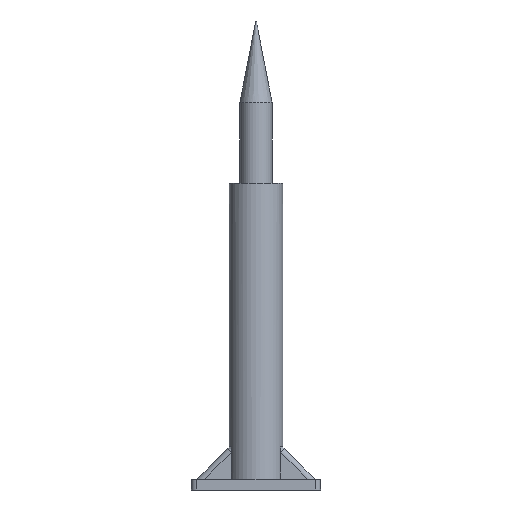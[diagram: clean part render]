
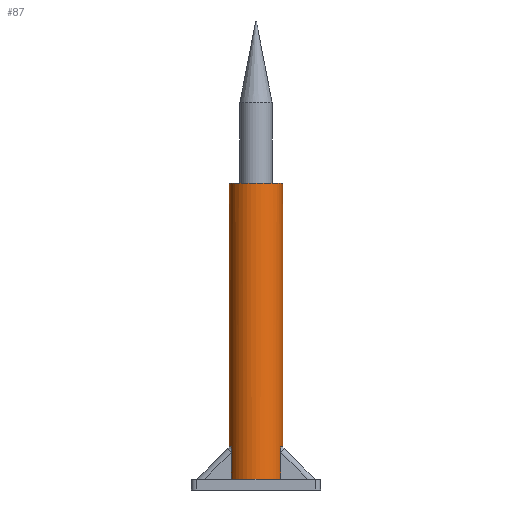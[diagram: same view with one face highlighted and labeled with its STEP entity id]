
A CAD part, front view. The second image highlights one B-rep face of the part: STEP entity #87.
In plain terms, the highlighted cylindrical face has radius 5 mm (diameter 10 mm), a full revolution.
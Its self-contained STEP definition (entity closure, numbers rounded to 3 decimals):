
#87=ADVANCED_FACE('',(#1269,#1271),#1273,.T.);
#1269=FACE_BOUND('',#1270,.T.);
#1270=EDGE_LOOP('',(#6027,#6028,#6029,#6030,#6031,#6032,#6033,#6034,#6035,#6036,
#6037,#6038,#6039,#6040,#6041,#6042,#6043,#6044,#6045,#6046,#6047));
#1271=FACE_OUTER_BOUND('',#1272,.T.);
#1272=EDGE_LOOP('',(#6048));
#1273=CYLINDRICAL_SURFACE('',#1274,5.);
#1274=AXIS2_PLACEMENT_3D('',#1275,#1276,#1277);
#1275=CARTESIAN_POINT('',(0.,-40.,2.));
#1276=DIRECTION('',(0.,0.,1.));
#1277=DIRECTION('',(-1.,0.,0.));
#6027=ORIENTED_EDGE('',*,*,#6308,.F.);
#6028=ORIENTED_EDGE('',*,*,#6309,.F.);
#6029=ORIENTED_EDGE('',*,*,#6310,.F.);
#6030=ORIENTED_EDGE('',*,*,#6245,.T.);
#6031=ORIENTED_EDGE('',*,*,#6311,.F.);
#6032=ORIENTED_EDGE('',*,*,#6312,.F.);
#6033=ORIENTED_EDGE('',*,*,#6313,.F.);
#6034=ORIENTED_EDGE('',*,*,#6314,.F.);
#6035=ORIENTED_EDGE('',*,*,#6315,.F.);
#6036=ORIENTED_EDGE('',*,*,#6316,.F.);
#6037=ORIENTED_EDGE('',*,*,#6239,.T.);
#6038=ORIENTED_EDGE('',*,*,#6307,.F.);
#6039=ORIENTED_EDGE('',*,*,#6317,.F.);
#6040=ORIENTED_EDGE('',*,*,#6318,.F.);
#6041=ORIENTED_EDGE('',*,*,#6319,.F.);
#6042=ORIENTED_EDGE('',*,*,#6320,.F.);
#6043=ORIENTED_EDGE('',*,*,#6321,.F.);
#6044=ORIENTED_EDGE('',*,*,#6251,.T.);
#6045=ORIENTED_EDGE('',*,*,#6322,.F.);
#6046=ORIENTED_EDGE('',*,*,#6323,.F.);
#6047=ORIENTED_EDGE('',*,*,#6324,.F.);
#6048=ORIENTED_EDGE('',*,*,#6325,.F.);
#6239=EDGE_CURVE('',#6469,#6467,#6470,.T.);
#6245=EDGE_CURVE('',#6481,#6479,#6482,.T.);
#6251=EDGE_CURVE('',#6493,#6491,#6494,.T.);
#6307=EDGE_CURVE('',#6569,#6467,#6574,.F.);
#6308=EDGE_CURVE('',#6575,#6576,#6577,.F.);
#6309=EDGE_CURVE('',#6578,#6575,#6579,.F.);
#6310=EDGE_CURVE('',#6481,#6578,#6580,.T.);
#6311=EDGE_CURVE('',#6581,#6479,#6582,.F.);
#6312=EDGE_CURVE('',#6583,#6581,#6584,.F.);
#6313=EDGE_CURVE('',#6585,#6583,#6586,.F.);
#6314=EDGE_CURVE('',#6587,#6585,#6588,.F.);
#6315=EDGE_CURVE('',#6589,#6587,#6590,.F.);
#6316=EDGE_CURVE('',#6469,#6589,#6591,.T.);
#6317=EDGE_CURVE('',#6592,#6569,#6593,.F.);
#6318=EDGE_CURVE('',#6594,#6592,#6595,.F.);
#6319=EDGE_CURVE('',#6596,#6594,#6597,.F.);
#6320=EDGE_CURVE('',#6598,#6596,#6599,.F.);
#6321=EDGE_CURVE('',#6493,#6598,#6600,.T.);
#6322=EDGE_CURVE('',#6601,#6491,#6602,.F.);
#6323=EDGE_CURVE('',#6603,#6601,#6604,.F.);
#6324=EDGE_CURVE('',#6576,#6603,#6605,.F.);
#6325=EDGE_CURVE('',#6606,#6606,#6607,.T.);
#6467=VERTEX_POINT('',#7009);
#6469=VERTEX_POINT('',#7013);
#6470=CIRCLE('',#7014,5.);
#6479=VERTEX_POINT('',#7036);
#6481=VERTEX_POINT('',#7040);
#6482=CIRCLE('',#7041,5.);
#6491=VERTEX_POINT('',#7063);
#6493=VERTEX_POINT('',#7067);
#6494=CIRCLE('',#7068,5.);
#6569=VERTEX_POINT('',#7487);
#6574=LINE('',#7499,#7500);
#6575=VERTEX_POINT('',#7502);
#6576=VERTEX_POINT('',#7503);
#6577=CIRCLE('',#7504,5.);
#6578=VERTEX_POINT('',#7508);
#6579=LINE('',#7509,#7510);
#6580=LINE('',#7512,#7513);
#6581=VERTEX_POINT('',#7515);
#6582=LINE('',#7516,#7517);
#6583=VERTEX_POINT('',#7519);
#6584=LINE('',#7520,#7521);
#6585=VERTEX_POINT('',#7523);
#6586=CIRCLE('',#7524,5.);
#6587=VERTEX_POINT('',#7528);
#6588=CIRCLE('',#7529,5.);
#6589=VERTEX_POINT('',#7533);
#6590=LINE('',#7534,#7535);
#6591=LINE('',#7537,#7538);
#6592=VERTEX_POINT('',#7540);
#6593=LINE('',#7541,#7542);
#6594=VERTEX_POINT('',#7544);
#6595=CIRCLE('',#7545,5.);
#6596=VERTEX_POINT('',#7549);
#6597=CIRCLE('',#7550,5.);
#6598=VERTEX_POINT('',#7554);
#6599=LINE('',#7555,#7556);
#6600=LINE('',#7558,#7559);
#6601=VERTEX_POINT('',#7561);
#6602=LINE('',#7562,#7563);
#6603=VERTEX_POINT('',#7565);
#6604=LINE('',#7566,#7567);
#6605=CIRCLE('',#7569,5.);
#6606=VERTEX_POINT('',#7573);
#6607=CIRCLE('',#7574,5.);
#7009=CARTESIAN_POINT('',(-4.583,-38.,2.));
#7013=CARTESIAN_POINT('',(-2.,-35.417,2.));
#7014=AXIS2_PLACEMENT_3D('',#7015,#7016,#7017);
#7015=CARTESIAN_POINT('',(0.,-40.,2.));
#7016=DIRECTION('',(0.,0.,1.));
#7017=DIRECTION('',(-0.4,0.917,0.));
#7036=CARTESIAN_POINT('',(2.,-35.417,2.));
#7040=CARTESIAN_POINT('',(4.583,-38.,2.));
#7041=AXIS2_PLACEMENT_3D('',#7042,#7043,#7044);
#7042=CARTESIAN_POINT('',(0.,-40.,2.));
#7043=DIRECTION('',(0.,0.,1.));
#7044=DIRECTION('',(0.917,0.4,0.));
#7063=CARTESIAN_POINT('',(4.583,-42.,2.));
#7067=CARTESIAN_POINT('',(-4.583,-42.,2.));
#7068=AXIS2_PLACEMENT_3D('',#7069,#7070,#7071);
#7069=CARTESIAN_POINT('',(0.,-40.,2.));
#7070=DIRECTION('',(0.,0.,1.));
#7071=DIRECTION('',(-0.917,-0.4,0.));
#7487=CARTESIAN_POINT('',(-4.583,-38.,7.003));
#7499=CARTESIAN_POINT('',(-4.583,-38.,2.));
#7500=VECTOR('',#7501,1.);
#7501=DIRECTION('',(0.,0.,1.));
#7502=CARTESIAN_POINT('',(4.583,-38.,8.));
#7503=CARTESIAN_POINT('',(5.,-40.,8.));
#7504=AXIS2_PLACEMENT_3D('',#7505,#7506,#7507);
#7505=CARTESIAN_POINT('',(0.,-40.,8.));
#7506=DIRECTION('',(0.,0.,1.));
#7507=DIRECTION('',(1.,0.,0.));
#7508=CARTESIAN_POINT('',(4.583,-38.,7.003));
#7509=CARTESIAN_POINT('',(4.583,-38.,8.));
#7510=VECTOR('',#7511,1.);
#7511=DIRECTION('',(0.,0.,-1.));
#7512=CARTESIAN_POINT('',(4.583,-38.,2.));
#7513=VECTOR('',#7514,1.);
#7514=DIRECTION('',(0.,0.,1.));
#7515=CARTESIAN_POINT('',(2.,-35.417,7.003));
#7516=CARTESIAN_POINT('',(2.,-35.417,2.));
#7517=VECTOR('',#7518,1.);
#7518=DIRECTION('',(0.,0.,1.));
#7519=CARTESIAN_POINT('',(2.,-35.417,8.));
#7520=CARTESIAN_POINT('',(2.,-35.417,7.003));
#7521=VECTOR('',#7522,1.);
#7522=DIRECTION('',(0.,0.,1.));
#7523=CARTESIAN_POINT('',(0.,-35.,8.));
#7524=AXIS2_PLACEMENT_3D('',#7525,#7526,#7527);
#7525=CARTESIAN_POINT('',(0.,-40.,8.));
#7526=DIRECTION('',(0.,0.,1.));
#7527=DIRECTION('',(0.4,0.917,0.));
#7528=CARTESIAN_POINT('',(-2.,-35.417,8.));
#7529=AXIS2_PLACEMENT_3D('',#7530,#7531,#7532);
#7530=CARTESIAN_POINT('',(0.,-40.,8.));
#7531=DIRECTION('',(0.,0.,1.));
#7532=DIRECTION('',(0.,1.,0.));
#7533=CARTESIAN_POINT('',(-2.,-35.417,7.003));
#7534=CARTESIAN_POINT('',(-2.,-35.417,8.));
#7535=VECTOR('',#7536,1.);
#7536=DIRECTION('',(0.,0.,-1.));
#7537=CARTESIAN_POINT('',(-2.,-35.417,2.));
#7538=VECTOR('',#7539,1.);
#7539=DIRECTION('',(0.,0.,1.));
#7540=CARTESIAN_POINT('',(-4.583,-38.,8.));
#7541=CARTESIAN_POINT('',(-4.583,-38.,7.003));
#7542=VECTOR('',#7543,1.);
#7543=DIRECTION('',(0.,0.,1.));
#7544=CARTESIAN_POINT('',(-5.,-40.,8.));
#7545=AXIS2_PLACEMENT_3D('',#7546,#7547,#7548);
#7546=CARTESIAN_POINT('',(0.,-40.,8.));
#7547=DIRECTION('',(0.,0.,1.));
#7548=DIRECTION('',(-0.917,0.4,0.));
#7549=CARTESIAN_POINT('',(-4.583,-42.,8.));
#7550=AXIS2_PLACEMENT_3D('',#7551,#7552,#7553);
#7551=CARTESIAN_POINT('',(0.,-40.,8.));
#7552=DIRECTION('',(0.,0.,1.));
#7553=DIRECTION('',(-1.,0.,0.));
#7554=CARTESIAN_POINT('',(-4.583,-42.,7.003));
#7555=CARTESIAN_POINT('',(-4.583,-42.,8.));
#7556=VECTOR('',#7557,1.);
#7557=DIRECTION('',(0.,0.,-1.));
#7558=CARTESIAN_POINT('',(-4.583,-42.,2.));
#7559=VECTOR('',#7560,1.);
#7560=DIRECTION('',(0.,0.,1.));
#7561=CARTESIAN_POINT('',(4.583,-42.,7.003));
#7562=CARTESIAN_POINT('',(4.583,-42.,2.));
#7563=VECTOR('',#7564,1.);
#7564=DIRECTION('',(0.,0.,1.));
#7565=CARTESIAN_POINT('',(4.583,-42.,8.));
#7566=CARTESIAN_POINT('',(4.583,-42.,7.003));
#7567=VECTOR('',#7568,1.);
#7568=DIRECTION('',(0.,0.,1.));
#7569=AXIS2_PLACEMENT_3D('',#7570,#7571,#7572);
#7570=CARTESIAN_POINT('',(0.,-40.,8.));
#7571=DIRECTION('',(0.,0.,1.));
#7572=DIRECTION('',(0.917,-0.4,0.));
#7573=CARTESIAN_POINT('',(-5.,-40.,57.));
#7574=AXIS2_PLACEMENT_3D('',#7575,#7576,#7577);
#7575=CARTESIAN_POINT('',(0.,-40.,57.));
#7576=DIRECTION('',(0.,0.,1.));
#7577=DIRECTION('',(-1.,0.,0.));
